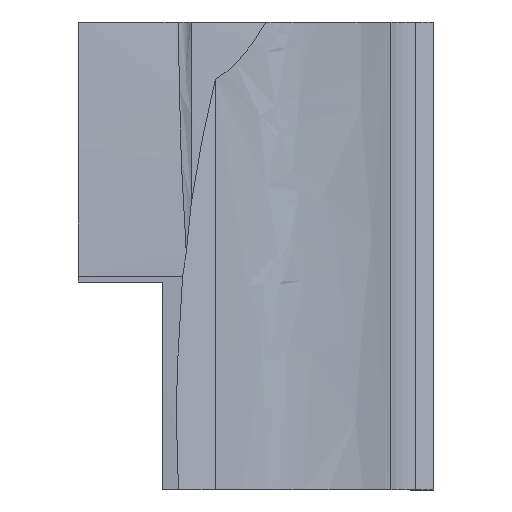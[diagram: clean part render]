
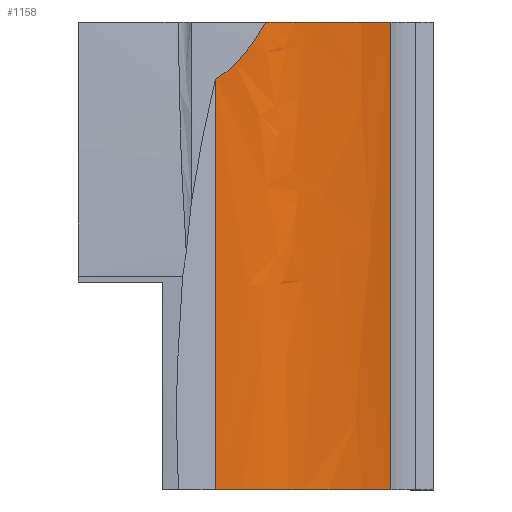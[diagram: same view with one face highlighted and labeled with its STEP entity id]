
A CAD part, top view. The second image highlights one B-rep face of the part: STEP entity #1158.
In plain terms, the highlighted free-form (B-spline) face has degree [3, 1] with [20, 2] control points.
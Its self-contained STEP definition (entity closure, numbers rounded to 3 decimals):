
#30=B_SPLINE_SURFACE_WITH_KNOTS('',3,1,((#2079,#2080),(#2081,#2082),(#2083,
#2084),(#2085,#2086),(#2087,#2088),(#2089,#2090),(#2091,#2092),(#2093,#2094),
(#2095,#2096),(#2097,#2098),(#2099,#2100),(#2101,#2102),(#2103,#2104),(#2105,
#2106),(#2107,#2108),(#2109,#2110),(#2111,#2112),(#2113,#2114),(#2115,#2116),
(#2117,#2118)),.SURF_OF_LINEAR_EXTRUSION.,.F.,.F.,.F.,(4,1,1,1,1,1,1,1,
1,1,1,1,1,1,1,1,1,4),(2,2),(0.07,0.187,0.245,
0.303,0.361,0.419,0.477,
0.535,0.593,0.651,0.71,
0.739,0.768,0.826,0.855,
0.884,0.942,1.),(0.,1.),
 .UNSPECIFIED.);
#77=B_SPLINE_CURVE_WITH_KNOTS('',3,(#2071,#2072,#2073,#2074,#2075,#2076,
#2077,#2078),.UNSPECIFIED.,.F.,.F.,(4,1,1,1,1,4),(0.136,0.147,
0.152,0.157,0.167,0.178),
 .UNSPECIFIED.);
#78=B_SPLINE_CURVE_WITH_KNOTS('',3,(#2122,#2123,#2124,#2125,#2126,#2127,
#2128,#2129,#2130,#2131,#2132),.UNSPECIFIED.,.F.,.F.,(4,1,1,1,1,3,4),(0.,
0.275,0.615,0.746,0.863,
1.,1.01),.UNSPECIFIED.);
#79=B_SPLINE_CURVE_WITH_KNOTS('',3,(#2135,#2136,#2137,#2138,#2139,#2140,
#2141,#2142,#2143,#2144,#2145),.UNSPECIFIED.,.F.,.F.,(4,1,1,1,1,3,4),(0.,
0.275,0.615,0.746,0.863,
1.,1.01),.UNSPECIFIED.);
#197=LINE('',#2119,#285);
#198=LINE('',#2133,#286);
#285=VECTOR('',#1379,1000.);
#286=VECTOR('',#1380,1000.);
#449=ORIENTED_EDGE('',*,*,#757,.F.);
#450=ORIENTED_EDGE('',*,*,#758,.T.);
#451=ORIENTED_EDGE('',*,*,#756,.F.);
#452=ORIENTED_EDGE('',*,*,#759,.F.);
#453=ORIENTED_EDGE('',*,*,#760,.F.);
#756=EDGE_CURVE('',#905,#904,#77,.F.);
#757=EDGE_CURVE('',#906,#907,#197,.T.);
#758=EDGE_CURVE('',#906,#904,#78,.T.);
#759=EDGE_CURVE('',#908,#905,#198,.F.);
#760=EDGE_CURVE('',#907,#908,#79,.T.);
#904=VERTEX_POINT('',#2065);
#905=VERTEX_POINT('',#2070);
#906=VERTEX_POINT('',#2120);
#907=VERTEX_POINT('',#2121);
#908=VERTEX_POINT('',#2134);
#976=EDGE_LOOP('',(#449,#450,#451,#452,#453));
#1060=FACE_BOUND('',#976,.T.);
#1158=ADVANCED_FACE('',(#1060),#30,.T.);
#1379=DIRECTION('',(0.,-1.,0.));
#1380=DIRECTION('',(0.,-1.,0.));
#2065=CARTESIAN_POINT('',(99.395,727.84,369.097));
#2070=CARTESIAN_POINT('',(72.702,697.394,373.347));
#2071=CARTESIAN_POINT('',(99.395,727.84,369.097));
#2072=CARTESIAN_POINT('',(97.881,724.8,369.555));
#2073=CARTESIAN_POINT('',(95.341,720.39,370.204));
#2074=CARTESIAN_POINT('',(91.353,714.859,370.993));
#2075=CARTESIAN_POINT('',(87.063,709.47,371.746));
#2076=CARTESIAN_POINT('',(81.173,703.269,372.585));
#2077=CARTESIAN_POINT('',(75.654,699.211,373.113));
#2078=CARTESIAN_POINT('',(72.702,697.394,373.347));
#2079=CARTESIAN_POINT('',(165.75,727.84,300.349));
#2080=CARTESIAN_POINT('',(165.75,479.84,300.349));
#2081=CARTESIAN_POINT('',(163.063,727.84,305.057));
#2082=CARTESIAN_POINT('',(163.063,479.84,305.057));
#2083=CARTESIAN_POINT('',(159.118,727.84,311.648));
#2084=CARTESIAN_POINT('',(159.118,479.84,311.648));
#2085=CARTESIAN_POINT('',(153.468,727.84,319.828));
#2086=CARTESIAN_POINT('',(153.468,479.84,319.828));
#2087=CARTESIAN_POINT('',(148.874,727.84,325.749));
#2088=CARTESIAN_POINT('',(148.874,479.84,325.749));
#2089=CARTESIAN_POINT('',(143.884,727.84,331.515));
#2090=CARTESIAN_POINT('',(143.884,479.84,331.515));
#2091=CARTESIAN_POINT('',(138.598,727.84,337.153));
#2092=CARTESIAN_POINT('',(138.598,479.84,337.153));
#2093=CARTESIAN_POINT('',(133.085,727.84,342.696));
#2094=CARTESIAN_POINT('',(133.085,479.84,342.696));
#2095=CARTESIAN_POINT('',(127.43,727.84,348.182));
#2096=CARTESIAN_POINT('',(127.43,479.84,348.182));
#2097=CARTESIAN_POINT('',(121.692,727.84,353.621));
#2098=CARTESIAN_POINT('',(121.692,479.84,353.621));
#2099=CARTESIAN_POINT('',(116.01,727.84,359.131));
#2100=CARTESIAN_POINT('',(116.01,479.84,359.131));
#2101=CARTESIAN_POINT('',(111.079,727.84,363.372));
#2102=CARTESIAN_POINT('',(111.079,479.84,363.372));
#2103=CARTESIAN_POINT('',(106.757,727.84,366.146));
#2104=CARTESIAN_POINT('',(106.757,479.84,366.146));
#2105=CARTESIAN_POINT('',(102.092,727.84,368.365));
#2106=CARTESIAN_POINT('',(102.092,479.84,368.365));
#2107=CARTESIAN_POINT('',(97.03,727.84,369.839));
#2108=CARTESIAN_POINT('',(97.03,479.84,369.839));
#2109=CARTESIAN_POINT('',(91.93,727.84,370.892));
#2110=CARTESIAN_POINT('',(91.93,479.84,370.892));
#2111=CARTESIAN_POINT('',(86.944,727.84,371.772));
#2112=CARTESIAN_POINT('',(86.944,479.84,371.772));
#2113=CARTESIAN_POINT('',(80.812,727.84,372.625));
#2114=CARTESIAN_POINT('',(80.812,479.84,372.625));
#2115=CARTESIAN_POINT('',(75.541,727.84,373.122));
#2116=CARTESIAN_POINT('',(75.541,479.84,373.122));
#2117=CARTESIAN_POINT('',(72.702,727.84,373.347));
#2118=CARTESIAN_POINT('',(72.702,479.84,373.347));
#2119=CARTESIAN_POINT('',(165.75,330.47,300.349));
#2120=CARTESIAN_POINT('',(165.75,727.84,300.349));
#2121=CARTESIAN_POINT('',(165.75,479.84,300.349));
#2122=CARTESIAN_POINT('',(170.74,727.84,291.419));
#2123=CARTESIAN_POINT('',(164.046,727.84,303.568));
#2124=CARTESIAN_POINT('',(151.261,727.84,325.914));
#2125=CARTESIAN_POINT('',(126.361,727.84,349.073));
#2126=CARTESIAN_POINT('',(107.224,727.84,367.533));
#2127=CARTESIAN_POINT('',(89.73,727.84,371.581));
#2128=CARTESIAN_POINT('',(79.402,727.84,372.817));
#2129=CARTESIAN_POINT('',(72.702,727.84,373.347));
#2130=CARTESIAN_POINT('',(72.214,727.84,373.385));
#2131=CARTESIAN_POINT('',(71.725,727.84,373.424));
#2132=CARTESIAN_POINT('',(71.237,727.84,373.462));
#2133=CARTESIAN_POINT('',(72.702,1059.799,373.347));
#2134=CARTESIAN_POINT('',(72.702,479.84,373.347));
#2135=CARTESIAN_POINT('',(170.74,479.84,291.419));
#2136=CARTESIAN_POINT('',(164.046,479.84,303.568));
#2137=CARTESIAN_POINT('',(151.261,479.84,325.914));
#2138=CARTESIAN_POINT('',(126.361,479.84,349.073));
#2139=CARTESIAN_POINT('',(107.224,479.84,367.533));
#2140=CARTESIAN_POINT('',(89.73,479.84,371.581));
#2141=CARTESIAN_POINT('',(79.402,479.84,372.817));
#2142=CARTESIAN_POINT('',(72.702,479.84,373.347));
#2143=CARTESIAN_POINT('',(72.214,479.84,373.385));
#2144=CARTESIAN_POINT('',(71.725,479.84,373.424));
#2145=CARTESIAN_POINT('',(71.237,479.84,373.462));
